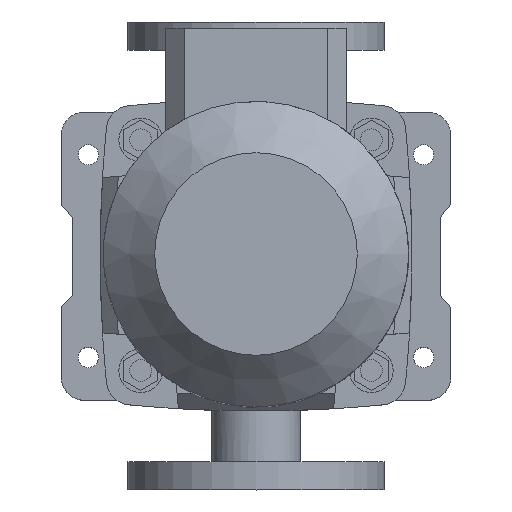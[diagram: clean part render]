
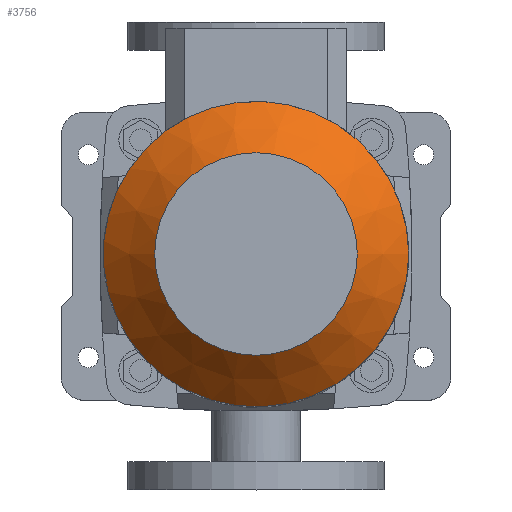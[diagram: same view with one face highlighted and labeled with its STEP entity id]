
A CAD part, top view. The second image highlights one B-rep face of the part: STEP entity #3756.
In plain terms, the highlighted conical face has half-angle 45 degrees and reference radius 65 mm.
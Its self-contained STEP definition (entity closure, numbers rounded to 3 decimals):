
#31=CONICAL_SURFACE('',#4789,65.,0.785);
#1646=ORIENTED_EDGE('',*,*,#2134,.F.);
#1647=ORIENTED_EDGE('',*,*,#2148,.F.);
#2134=EDGE_CURVE('',#2492,#2492,#2698,.T.);
#2148=EDGE_CURVE('',#2505,#2505,#2706,.F.);
#2492=VERTEX_POINT('',#7710);
#2505=VERTEX_POINT('',#7743);
#2698=CIRCLE('',#4765,98.);
#2706=CIRCLE('',#4783,65.);
#3033=EDGE_LOOP('',(#1646));
#3034=EDGE_LOOP('',(#1647));
#3384=FACE_BOUND('',#3033,.T.);
#3385=FACE_BOUND('',#3034,.T.);
#3756=ADVANCED_FACE('',(#3384,#3385),#31,.T.);
#4765=AXIS2_PLACEMENT_3D('',#7709,#5791,#5792);
#4783=AXIS2_PLACEMENT_3D('',#7742,#5829,#5830);
#4789=AXIS2_PLACEMENT_3D('',#7773,#5857,#5858);
#5791=DIRECTION('',(0.,0.,-1.));
#5792=DIRECTION('',(-1.,0.,0.));
#5829=DIRECTION('',(0.,0.,-1.));
#5830=DIRECTION('',(-1.,0.,0.));
#5857=DIRECTION('',(0.,0.,-1.));
#5858=DIRECTION('',(-1.,0.,0.));
#7709=CARTESIAN_POINT('',(0.,0.,273.));
#7710=CARTESIAN_POINT('',(-98.,0.,273.));
#7742=CARTESIAN_POINT('',(0.,0.,306.));
#7743=CARTESIAN_POINT('',(-65.,0.,306.));
#7773=CARTESIAN_POINT('',(0.,0.,306.));
